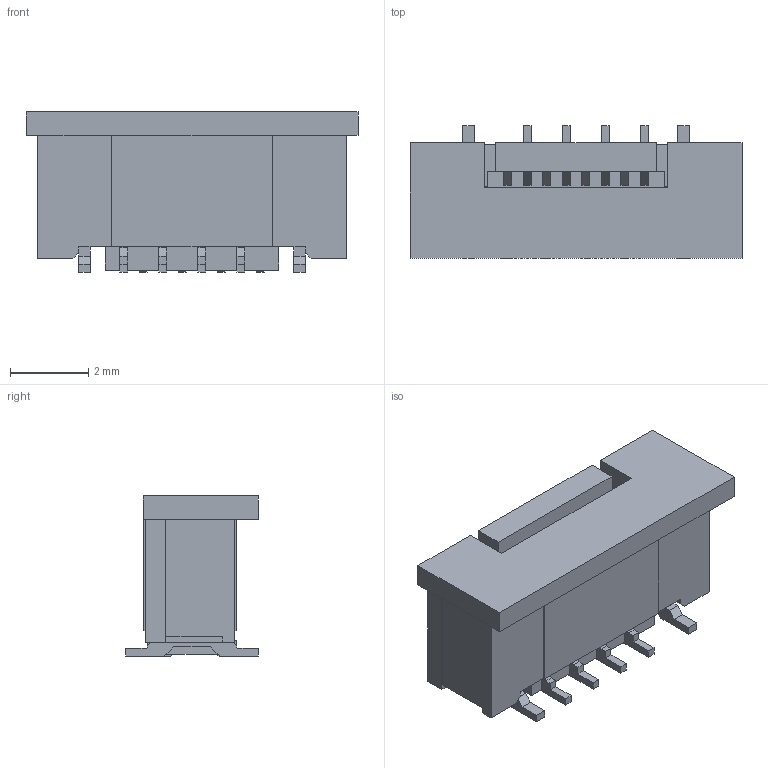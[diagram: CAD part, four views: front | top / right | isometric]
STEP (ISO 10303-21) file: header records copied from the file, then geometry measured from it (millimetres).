
FILE_DESCRIPTION((''),'2;1');
FILE_NAME('I62674_081121LF','2007-11-01T',('ShoujiR'),(''),'PRO/ENGINEER BY PARAMETRIC TECHNOLOGY CORPORATION, 2005230','PRO/ENGINEER BY PARAMETRIC TECHNOLOGY CORPORATION, 2005230','');
FILE_SCHEMA(('CONFIG_CONTROL_DESIGN'));
Length unit declared in the file: millimetre
Products named in the file (1): I62674_081121LF
Bounding box: 8.5 x 3.4 x 4.1 mm (x, y, z)
Volume: 68.4 mm3; surface area: 200.2 mm2
Topology: 1 solids, 1 shells, 238 faces, 697 edges, 462 vertices
Faces by surface type: plane 238
Entity records: 7755 total; most frequent: CARTESIAN_POINT 1397, ORIENTED_EDGE 1394, DIRECTION 1173, VECTOR 697, LINE 697, EDGE_CURVE 697, VERTEX_POINT 462, EDGE_LOOP 239
